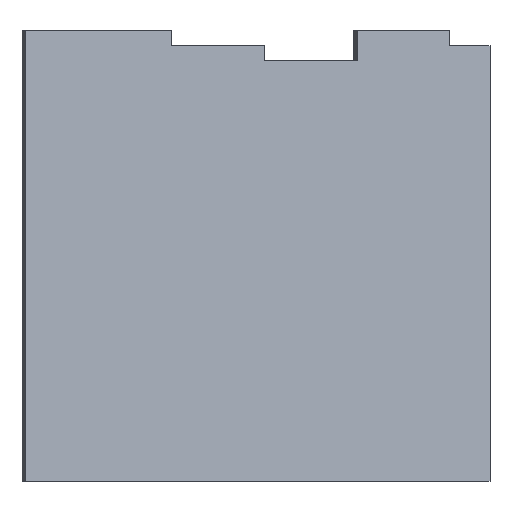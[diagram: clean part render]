
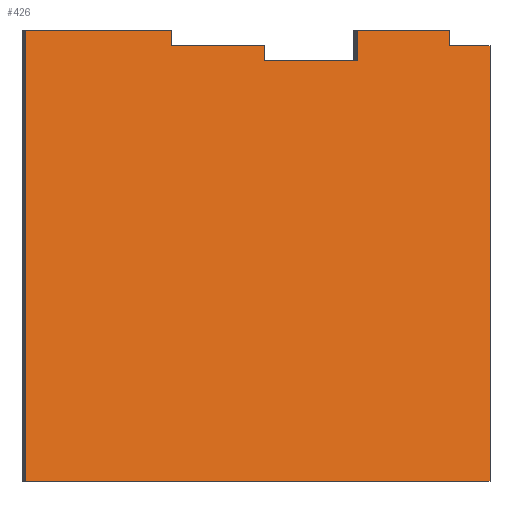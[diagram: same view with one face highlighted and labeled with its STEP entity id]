
A CAD part, front view. The second image highlights one B-rep face of the part: STEP entity #426.
In plain terms, the highlighted planar face has unit normal (0.417, -0.909, 0).
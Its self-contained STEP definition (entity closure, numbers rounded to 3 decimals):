
#34=CARTESIAN_POINT('',(2.755,-23.694,145.));
#35=VERTEX_POINT('',#34);
#42=CARTESIAN_POINT('',(2.755,-23.694,140.));
#43=VERTEX_POINT('',#42);
#44=CARTESIAN_POINT('',(2.755,-23.694,140.));
#45=DIRECTION('',(0.,-0.,1.));
#46=VECTOR('',#45,5.);
#47=LINE('',#44,#46);
#48=EDGE_CURVE('',#43,#35,#47,.T.);
#74=CARTESIAN_POINT('',(-28.15,-37.866,150.));
#75=VERTEX_POINT('',#74);
#82=CARTESIAN_POINT('',(-28.15,-37.866,145.));
#83=VERTEX_POINT('',#82);
#84=CARTESIAN_POINT('',(-28.15,-37.866,145.));
#85=DIRECTION('',(0.,-0.,1.));
#86=VECTOR('',#85,5.);
#87=LINE('',#84,#86);
#88=EDGE_CURVE('',#83,#75,#87,.T.);
#114=CARTESIAN_POINT('',(64.567,4.65,150.));
#115=VERTEX_POINT('',#114);
#122=CARTESIAN_POINT('',(64.567,4.65,145.));
#123=VERTEX_POINT('',#122);
#124=CARTESIAN_POINT('',(64.567,4.65,145.));
#125=DIRECTION('',(0.,-0.,1.));
#126=VECTOR('',#125,5.);
#127=LINE('',#124,#126);
#128=EDGE_CURVE('',#123,#115,#127,.T.);
#154=CARTESIAN_POINT('',(33.661,-9.522,150.));
#155=VERTEX_POINT('',#154);
#170=CARTESIAN_POINT('',(33.661,-9.522,140.));
#171=VERTEX_POINT('',#170);
#178=CARTESIAN_POINT('',(33.661,-9.522,140.));
#179=DIRECTION('',(0.,-0.,1.));
#180=VECTOR('',#179,10.);
#181=LINE('',#178,#180);
#182=EDGE_CURVE('',#171,#155,#181,.T.);
#199=CARTESIAN_POINT('',(33.661,-9.522,150.));
#200=DIRECTION('',(0.909,0.417,-0.));
#201=VECTOR('',#200,34.);
#202=LINE('',#199,#201);
#203=EDGE_CURVE('',#155,#115,#202,.T.);
#222=CARTESIAN_POINT('',(2.755,-23.694,140.));
#223=DIRECTION('',(0.909,0.417,0.));
#224=VECTOR('',#223,34.);
#225=LINE('',#222,#224);
#226=EDGE_CURVE('',#43,#171,#225,.T.);
#244=CARTESIAN_POINT('',(-28.15,-37.866,145.));
#245=DIRECTION('',(0.909,0.417,0.));
#246=VECTOR('',#245,34.);
#247=LINE('',#244,#246);
#248=EDGE_CURVE('',#83,#35,#247,.T.);
#267=CARTESIAN_POINT('',(77.889,10.759,145.));
#268=VERTEX_POINT('',#267);
#269=CARTESIAN_POINT('',(64.567,4.65,145.));
#270=DIRECTION('',(0.909,0.417,0.));
#271=VECTOR('',#270,14.656);
#272=LINE('',#269,#271);
#273=EDGE_CURVE('',#123,#268,#272,.T.);
#335=CARTESIAN_POINT('',(-76.639,-60.101,0.));
#336=VERTEX_POINT('',#335);
#344=CARTESIAN_POINT('',(77.889,10.759,0.));
#345=VERTEX_POINT('',#344);
#352=CARTESIAN_POINT('',(77.889,10.759,-0.));
#353=DIRECTION('',(-0.909,-0.417,0.));
#354=VECTOR('',#353,170.);
#355=LINE('',#352,#354);
#356=EDGE_CURVE('',#345,#336,#355,.T.);
#369=CARTESIAN_POINT('',(77.889,10.759,145.));
#370=DIRECTION('',(-0.,0.,-1.));
#371=VECTOR('',#370,145.);
#372=LINE('',#369,#371);
#373=EDGE_CURVE('',#268,#345,#372,.T.);
#385=CARTESIAN_POINT('',(-76.639,-60.101,150.));
#386=VERTEX_POINT('',#385);
#393=CARTESIAN_POINT('',(-76.639,-60.101,150.));
#394=DIRECTION('',(0.909,0.417,-0.));
#395=VECTOR('',#394,53.344);
#396=LINE('',#393,#395);
#397=EDGE_CURVE('',#386,#75,#396,.T.);
#402=CARTESIAN_POINT('',(0.625,-24.671,75.));
#403=DIRECTION('',(0.417,-0.909,-0.));
#404=DIRECTION('',(-0.,0.,-1.));
#405=AXIS2_PLACEMENT_3D('',#402,#403,#404);
#406=PLANE('',#405);
#407=CARTESIAN_POINT('',(-76.639,-60.101,0.));
#408=DIRECTION('',(0.,-0.,1.));
#409=VECTOR('',#408,150.);
#410=LINE('',#407,#409);
#411=EDGE_CURVE('',#336,#386,#410,.T.);
#412=ORIENTED_EDGE('',*,*,#411,.F.);
#413=ORIENTED_EDGE('',*,*,#356,.F.);
#414=ORIENTED_EDGE('',*,*,#373,.F.);
#415=ORIENTED_EDGE('',*,*,#273,.F.);
#416=ORIENTED_EDGE('',*,*,#128,.T.);
#417=ORIENTED_EDGE('',*,*,#203,.F.);
#418=ORIENTED_EDGE('',*,*,#182,.F.);
#419=ORIENTED_EDGE('',*,*,#226,.F.);
#420=ORIENTED_EDGE('',*,*,#48,.T.);
#421=ORIENTED_EDGE('',*,*,#248,.F.);
#422=ORIENTED_EDGE('',*,*,#88,.T.);
#423=ORIENTED_EDGE('',*,*,#397,.F.);
#424=EDGE_LOOP('',(#412,#413,#414,#415,#416,#417,#418,#419,#420,#421,#422,#423));
#425=FACE_BOUND('',#424,.T.);
#426=ADVANCED_FACE('',(#425),#406,.T.);
